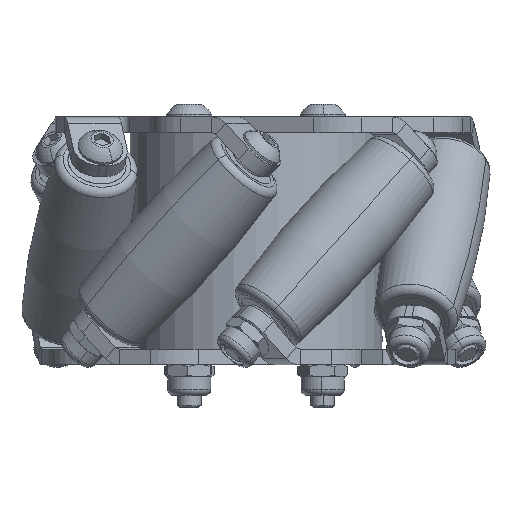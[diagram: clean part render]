
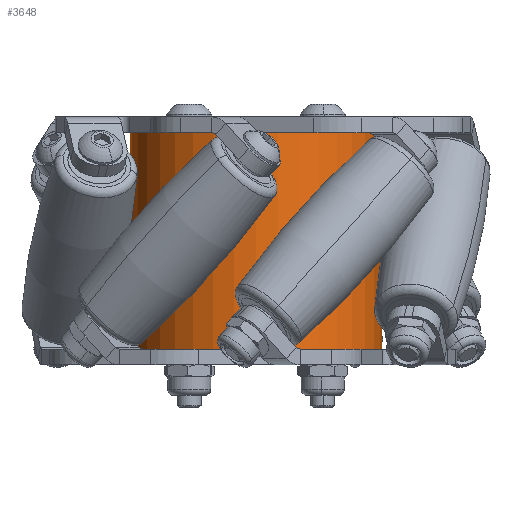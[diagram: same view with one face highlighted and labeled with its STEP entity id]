
A CAD part, front view. The second image highlights one B-rep face of the part: STEP entity #3648.
In plain terms, the highlighted cylindrical face has radius 16 mm (diameter 32 mm), a partial arc.
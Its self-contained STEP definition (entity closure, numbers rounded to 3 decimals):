
#7 = VERTEX_POINT ( 'NONE', #7503 ) ;
#558 = LINE ( 'NONE', #5478, #3023 ) ;
#738 = DIRECTION ( 'NONE',  ( -1., 0., 0. ) ) ;
#783 = DIRECTION ( 'NONE',  ( 0., 0., 1. ) ) ;
#976 = CARTESIAN_POINT ( 'NONE',  ( 13.75, 0., -16. ) ) ;
#1141 = DIRECTION ( 'NONE',  ( -1., 0., 0. ) ) ;
#2192 = CARTESIAN_POINT ( 'NONE',  ( -13.75, 0., 0. ) ) ;
#2428 = CIRCLE ( 'NONE', #5835, 16. ) ;
#2748 = EDGE_CURVE ( 'NONE', #7031, #9095, #3275, .T. ) ;
#2797 = DIRECTION ( 'NONE',  ( 0., 0., 1. ) ) ;
#2995 = VERTEX_POINT ( 'NONE', #5839 ) ;
#3023 = VECTOR ( 'NONE', #5435, 1000. ) ;
#3275 = LINE ( 'NONE', #7509, #5374 ) ;
#3330 = CARTESIAN_POINT ( 'NONE',  ( 13.75, 0., 0. ) ) ;
#3341 = AXIS2_PLACEMENT_3D ( 'NONE', #3330, #7380, #6113 ) ;
#3648 = ADVANCED_FACE ( 'NONE', ( #8432 ), #4880, .T. ) ;
#3725 = ORIENTED_EDGE ( 'NONE', *, *, #2748, .F. ) ;
#3726 = EDGE_CURVE ( 'NONE', #9095, #2995, #2428, .T. ) ;
#4880 = CYLINDRICAL_SURFACE ( 'NONE', #7474, 16. ) ;
#4971 = EDGE_CURVE ( 'NONE', #7, #2995, #558, .T. ) ;
#5374 = VECTOR ( 'NONE', #1141, 1000. ) ;
#5397 = ORIENTED_EDGE ( 'NONE', *, *, #4971, .T. ) ;
#5435 = DIRECTION ( 'NONE',  ( -1., 0., 0. ) ) ;
#5478 = CARTESIAN_POINT ( 'NONE',  ( 0., 0., 16. ) ) ;
#5835 = AXIS2_PLACEMENT_3D ( 'NONE', #2192, #8711, #783 ) ;
#5839 = CARTESIAN_POINT ( 'NONE',  ( -13.75, 0., 16. ) ) ;
#6113 = DIRECTION ( 'NONE',  ( 0., 0., 1. ) ) ;
#6294 = ORIENTED_EDGE ( 'NONE', *, *, #9044, .T. ) ;
#6675 = CARTESIAN_POINT ( 'NONE',  ( -13.75, 0., -16. ) ) ;
#7031 = VERTEX_POINT ( 'NONE', #976 ) ;
#7380 = DIRECTION ( 'NONE',  ( -1., 0., 0. ) ) ;
#7474 = AXIS2_PLACEMENT_3D ( 'NONE', #7714, #738, #2797 ) ;
#7503 = CARTESIAN_POINT ( 'NONE',  ( 13.75, 0., 16. ) ) ;
#7509 = CARTESIAN_POINT ( 'NONE',  ( 0., 0., -16. ) ) ;
#7641 = CIRCLE ( 'NONE', #3341, 16. ) ;
#7714 = CARTESIAN_POINT ( 'NONE',  ( 0., 0., 0. ) ) ;
#7955 = EDGE_LOOP ( 'NONE', ( #3725, #6294, #5397, #9002 ) ) ;
#8432 = FACE_OUTER_BOUND ( 'NONE', #7955, .T. ) ;
#8711 = DIRECTION ( 'NONE',  ( -1., 0., 0. ) ) ;
#9002 = ORIENTED_EDGE ( 'NONE', *, *, #3726, .F. ) ;
#9044 = EDGE_CURVE ( 'NONE', #7031, #7, #7641, .T. ) ;
#9095 = VERTEX_POINT ( 'NONE', #6675 ) ;
